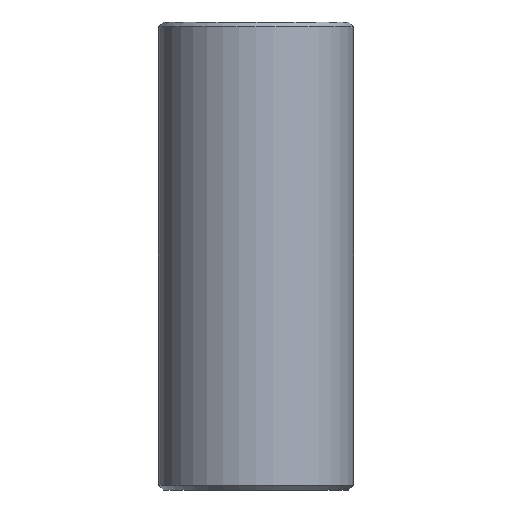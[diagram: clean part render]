
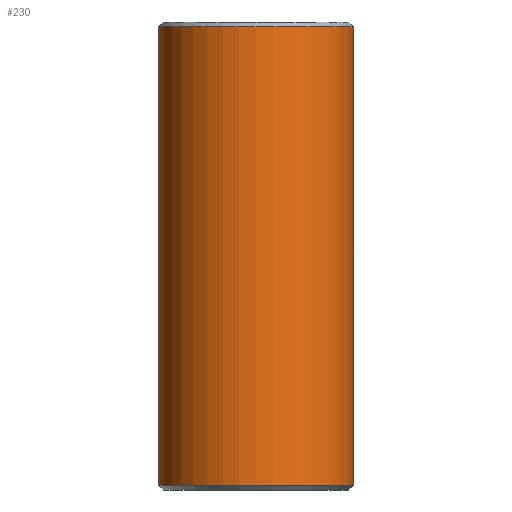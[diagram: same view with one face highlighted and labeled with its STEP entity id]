
A CAD part, front view. The second image highlights one B-rep face of the part: STEP entity #230.
In plain terms, the highlighted cylindrical face has radius 5 mm (diameter 10 mm), a partial arc.
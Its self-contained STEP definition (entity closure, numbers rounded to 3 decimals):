
#1 = CARTESIAN_POINT ( 'NONE',  ( -5., 0., 24. ) ) ;
#3 = CARTESIAN_POINT ( 'NONE',  ( 5., 0., 24. ) ) ;
#4 = DIRECTION ( 'NONE',  ( 0., 0., -1. ) ) ;
#20 = EDGE_LOOP ( 'NONE', ( #275, #349, #32, #179 ) ) ;
#27 = DIRECTION ( 'NONE',  ( 0., 0., -1. ) ) ;
#32 = ORIENTED_EDGE ( 'NONE', *, *, #57, .T. ) ;
#45 = AXIS2_PLACEMENT_3D ( 'NONE', #371, #435, #393 ) ;
#51 = LINE ( 'NONE', #3, #91 ) ;
#57 = EDGE_CURVE ( 'NONE', #421, #368, #396, .T. ) ;
#59 = CYLINDRICAL_SURFACE ( 'NONE', #155, 5. ) ;
#66 = CARTESIAN_POINT ( 'NONE',  ( 0., 0., 23.75 ) ) ;
#71 = EDGE_CURVE ( 'NONE', #317, #378, #51, .T. ) ;
#81 = CARTESIAN_POINT ( 'NONE',  ( -5., 0., 23.75 ) ) ;
#91 = VECTOR ( 'NONE', #4, 1000. ) ;
#155 = AXIS2_PLACEMENT_3D ( 'NONE', #402, #27, #330 ) ;
#161 = CARTESIAN_POINT ( 'NONE',  ( -5., 0., 0.25 ) ) ;
#179 = ORIENTED_EDGE ( 'NONE', *, *, #418, .T. ) ;
#188 = CARTESIAN_POINT ( 'NONE',  ( 5., 0., 23.75 ) ) ;
#197 = CARTESIAN_POINT ( 'NONE',  ( 5., 0., 0.25 ) ) ;
#207 = CIRCLE ( 'NONE', #325, 5. ) ;
#230 = ADVANCED_FACE ( 'NONE', ( #414 ), #59, .T. ) ;
#275 = ORIENTED_EDGE ( 'NONE', *, *, #71, .F. ) ;
#303 = DIRECTION ( 'NONE',  ( 0., 0., -1. ) ) ;
#317 = VERTEX_POINT ( 'NONE', #188 ) ;
#325 = AXIS2_PLACEMENT_3D ( 'NONE', #66, #303, #408 ) ;
#330 = DIRECTION ( 'NONE',  ( -1., 0., 0. ) ) ;
#349 = ORIENTED_EDGE ( 'NONE', *, *, #377, .T. ) ;
#368 = VERTEX_POINT ( 'NONE', #161 ) ;
#371 = CARTESIAN_POINT ( 'NONE',  ( 0., 0., 0.25 ) ) ;
#377 = EDGE_CURVE ( 'NONE', #317, #421, #207, .T. ) ;
#378 = VERTEX_POINT ( 'NONE', #197 ) ;
#393 = DIRECTION ( 'NONE',  ( 1., 0., 0. ) ) ;
#396 = LINE ( 'NONE', #1, #439 ) ;
#402 = CARTESIAN_POINT ( 'NONE',  ( 0., 0., 24. ) ) ;
#406 = CIRCLE ( 'NONE', #45, 5. ) ;
#408 = DIRECTION ( 'NONE',  ( 1., 0., 0. ) ) ;
#414 = FACE_OUTER_BOUND ( 'NONE', #20, .T. ) ;
#415 = DIRECTION ( 'NONE',  ( 0., 0., -1. ) ) ;
#418 = EDGE_CURVE ( 'NONE', #368, #378, #406, .T. ) ;
#421 = VERTEX_POINT ( 'NONE', #81 ) ;
#435 = DIRECTION ( 'NONE',  ( 0., 0., 1. ) ) ;
#439 = VECTOR ( 'NONE', #415, 1000. ) ;
